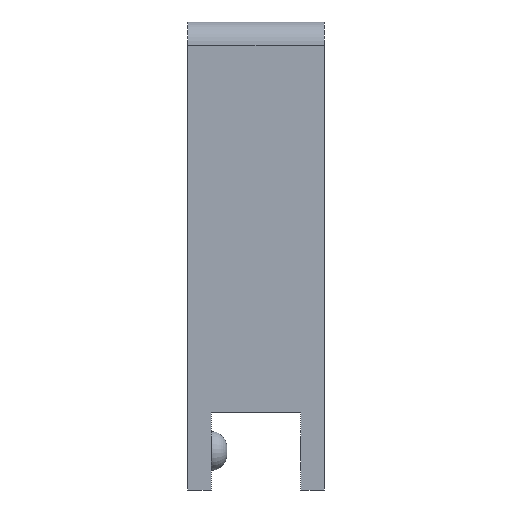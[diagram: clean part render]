
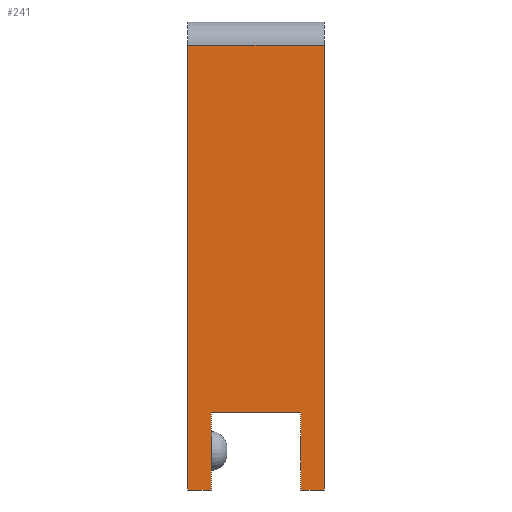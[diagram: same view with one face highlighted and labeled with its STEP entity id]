
A CAD part, left-side view. The second image highlights one B-rep face of the part: STEP entity #241.
In plain terms, the highlighted planar face has unit normal (-1, 0, 0).
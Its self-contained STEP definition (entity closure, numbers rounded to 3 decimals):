
#3 = DIRECTION ( 'NONE',  ( 0., -1., 0. ) ) ;
#5 = PLANE ( 'NONE',  #284 ) ;
#7 = VECTOR ( 'NONE', #331, 1000. ) ;
#49 = DIRECTION ( 'NONE',  ( 0., 0., 1. ) ) ;
#53 = DIRECTION ( 'NONE',  ( 0., 1., 0. ) ) ;
#74 = VERTEX_POINT ( 'NONE', #273 ) ;
#95 = VERTEX_POINT ( 'NONE', #267 ) ;
#97 = EDGE_CURVE ( 'NONE', #157, #706, #755, .T. ) ;
#100 = LINE ( 'NONE', #757, #7 ) ;
#103 = DIRECTION ( 'NONE',  ( 0., 0., -1. ) ) ;
#118 = CARTESIAN_POINT ( 'NONE',  ( -10.2, 33.9, 1.9 ) ) ;
#157 = VERTEX_POINT ( 'NONE', #215 ) ;
#176 = LINE ( 'NONE', #415, #180 ) ;
#180 = VECTOR ( 'NONE', #352, 1000. ) ;
#189 = EDGE_CURVE ( 'NONE', #310, #74, #100, .T. ) ;
#191 = CARTESIAN_POINT ( 'NONE',  ( -10.2, 30.9, -45.1 ) ) ;
#198 = ORIENTED_EDGE ( 'NONE', *, *, #433, .F. ) ;
#215 = CARTESIAN_POINT ( 'NONE',  ( -10.2, 16.4, -55.1 ) ) ;
#220 = EDGE_CURVE ( 'NONE', #95, #428, #176, .T. ) ;
#221 = CARTESIAN_POINT ( 'NONE',  ( -10.2, 33.9, -5.1 ) ) ;
#233 = LINE ( 'NONE', #466, #430 ) ;
#239 = FACE_OUTER_BOUND ( 'NONE', #524, .T. ) ;
#241 = ADVANCED_FACE ( 'NONE', ( #239 ), #5, .T. ) ;
#245 = ORIENTED_EDGE ( 'NONE', *, *, #189, .F. ) ;
#264 = EDGE_CURVE ( 'NONE', #157, #335, #233, .T. ) ;
#265 = LINE ( 'NONE', #322, #318 ) ;
#267 = CARTESIAN_POINT ( 'NONE',  ( -10.2, 19.4, -45.1 ) ) ;
#273 = CARTESIAN_POINT ( 'NONE',  ( -10.2, 33.9, -55.1 ) ) ;
#282 = DIRECTION ( 'NONE',  ( 0., 0., 1. ) ) ;
#284 = AXIS2_PLACEMENT_3D ( 'NONE', #287, #474, #3 ) ;
#287 = CARTESIAN_POINT ( 'NONE',  ( -10.2, 0., -5.1 ) ) ;
#298 = CARTESIAN_POINT ( 'NONE',  ( -10.2, 0., 1.9 ) ) ;
#310 = VERTEX_POINT ( 'NONE', #341 ) ;
#318 = VECTOR ( 'NONE', #103, 1000. ) ;
#322 = CARTESIAN_POINT ( 'NONE',  ( -10.2, 19.4, -45.1 ) ) ;
#323 = VERTEX_POINT ( 'NONE', #118 ) ;
#331 = DIRECTION ( 'NONE',  ( 0., 1., 0. ) ) ;
#335 = VERTEX_POINT ( 'NONE', #471 ) ;
#341 = CARTESIAN_POINT ( 'NONE',  ( -10.2, 30.9, -55.1 ) ) ;
#352 = DIRECTION ( 'NONE',  ( 0., 1., 0. ) ) ;
#354 = VECTOR ( 'NONE', #282, 1000. ) ;
#360 = ORIENTED_EDGE ( 'NONE', *, *, #97, .T. ) ;
#361 = CARTESIAN_POINT ( 'NONE',  ( -10.2, 30.9, -45.1 ) ) ;
#415 = CARTESIAN_POINT ( 'NONE',  ( -10.2, 19.4, -45.1 ) ) ;
#422 = LINE ( 'NONE', #298, #507 ) ;
#428 = VERTEX_POINT ( 'NONE', #361 ) ;
#430 = VECTOR ( 'NONE', #715, 1000. ) ;
#433 = EDGE_CURVE ( 'NONE', #428, #310, #732, .T. ) ;
#444 = VECTOR ( 'NONE', #49, 1000. ) ;
#445 = VECTOR ( 'NONE', #662, 1000. ) ;
#446 = ORIENTED_EDGE ( 'NONE', *, *, #561, .T. ) ;
#466 = CARTESIAN_POINT ( 'NONE',  ( -10.2, 16.4, -55.1 ) ) ;
#471 = CARTESIAN_POINT ( 'NONE',  ( -10.2, 19.4, -55.1 ) ) ;
#474 = DIRECTION ( 'NONE',  ( -1., 0., 0. ) ) ;
#488 = ORIENTED_EDGE ( 'NONE', *, *, #220, .F. ) ;
#507 = VECTOR ( 'NONE', #53, 1000. ) ;
#513 = LINE ( 'NONE', #221, #354 ) ;
#524 = EDGE_LOOP ( 'NONE', ( #198, #488, #446, #570, #360, #616, #674, #245 ) ) ;
#526 = EDGE_CURVE ( 'NONE', #74, #323, #513, .T. ) ;
#561 = EDGE_CURVE ( 'NONE', #95, #335, #265, .T. ) ;
#567 = CARTESIAN_POINT ( 'NONE',  ( -10.2, 16.4, -5.1 ) ) ;
#570 = ORIENTED_EDGE ( 'NONE', *, *, #264, .F. ) ;
#616 = ORIENTED_EDGE ( 'NONE', *, *, #705, .T. ) ;
#662 = DIRECTION ( 'NONE',  ( 0., 0., -1. ) ) ;
#674 = ORIENTED_EDGE ( 'NONE', *, *, #526, .F. ) ;
#705 = EDGE_CURVE ( 'NONE', #706, #323, #422, .T. ) ;
#706 = VERTEX_POINT ( 'NONE', #726 ) ;
#715 = DIRECTION ( 'NONE',  ( 0., 1., 0. ) ) ;
#726 = CARTESIAN_POINT ( 'NONE',  ( -10.2, 16.4, 1.9 ) ) ;
#732 = LINE ( 'NONE', #191, #445 ) ;
#755 = LINE ( 'NONE', #567, #444 ) ;
#757 = CARTESIAN_POINT ( 'NONE',  ( -10.2, 16.4, -55.1 ) ) ;
